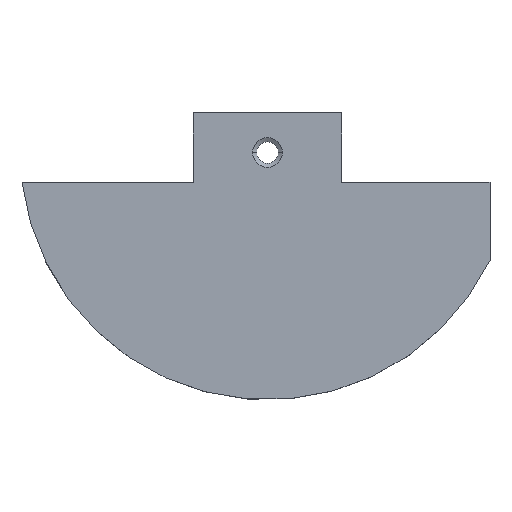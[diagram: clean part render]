
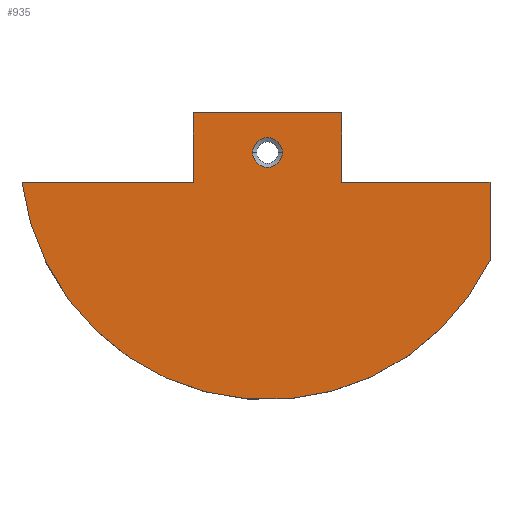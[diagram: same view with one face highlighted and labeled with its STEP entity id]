
A CAD part, top view. The second image highlights one B-rep face of the part: STEP entity #935.
In plain terms, the highlighted planar face has unit normal (0, 0, 1).
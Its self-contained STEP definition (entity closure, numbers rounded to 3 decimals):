
#9 = EDGE_CURVE ( 'NONE', #300, #151, #456, .T. ) ;
#34 = VECTOR ( 'NONE', #924, 1000. ) ;
#65 = LINE ( 'NONE', #564, #1029 ) ;
#82 = CARTESIAN_POINT ( 'NONE',  ( 0., 0., 6. ) ) ;
#98 = EDGE_CURVE ( 'NONE', #648, #157, #561, .T. ) ;
#131 = CARTESIAN_POINT ( 'NONE',  ( -15., -6., 6. ) ) ;
#143 = VERTEX_POINT ( 'NONE', #424 ) ;
#151 = VERTEX_POINT ( 'NONE', #887 ) ;
#157 = VERTEX_POINT ( 'NONE', #656 ) ;
#182 = VECTOR ( 'NONE', #673, 1000. ) ;
#194 = CARTESIAN_POINT ( 'NONE',  ( 0., 0., 6. ) ) ;
#202 = DIRECTION ( 'NONE',  ( 1., 0., 0. ) ) ;
#206 = DIRECTION ( 'NONE',  ( 1., 0., 0. ) ) ;
#211 = ORIENTED_EDGE ( 'NONE', *, *, #270, .T. ) ;
#222 = ORIENTED_EDGE ( 'NONE', *, *, #525, .T. ) ;
#224 = DIRECTION ( 'NONE',  ( -1., 0., 0. ) ) ;
#266 = CARTESIAN_POINT ( 'NONE',  ( 45., -6., 6. ) ) ;
#270 = EDGE_CURVE ( 'NONE', #151, #505, #432, .T. ) ;
#300 = VERTEX_POINT ( 'NONE', #131 ) ;
#314 = DIRECTION ( 'NONE',  ( -1., 0., 0. ) ) ;
#315 = EDGE_CURVE ( 'NONE', #505, #930, #471, .T. ) ;
#335 = CARTESIAN_POINT ( 'NONE',  ( 15., 8., 6. ) ) ;
#340 = AXIS2_PLACEMENT_3D ( 'NONE', #466, #616, #206 ) ;
#352 = CARTESIAN_POINT ( 'NONE',  ( 15., 0., 6. ) ) ;
#392 = DIRECTION ( 'NONE',  ( 0., 1., 0. ) ) ;
#393 = VERTEX_POINT ( 'NONE', #335 ) ;
#424 = CARTESIAN_POINT ( 'NONE',  ( -15., 8., 6. ) ) ;
#432 = CIRCLE ( 'NONE', #340, 50. ) ;
#438 = CARTESIAN_POINT ( 'NONE',  ( 0., -6., 6. ) ) ;
#456 = LINE ( 'NONE', #865, #1023 ) ;
#459 = EDGE_CURVE ( 'NONE', #157, #648, #869, .T. ) ;
#460 = FACE_OUTER_BOUND ( 'NONE', #916, .T. ) ;
#462 = CARTESIAN_POINT ( 'NONE',  ( 3., 0., 6. ) ) ;
#466 = CARTESIAN_POINT ( 'NONE',  ( 0., 0., 6. ) ) ;
#471 = LINE ( 'NONE', #782, #682 ) ;
#476 = ORIENTED_EDGE ( 'NONE', *, *, #9, .T. ) ;
#505 = VERTEX_POINT ( 'NONE', #550 ) ;
#519 = AXIS2_PLACEMENT_3D ( 'NONE', #1038, #770, #704 ) ;
#525 = EDGE_CURVE ( 'NONE', #143, #300, #556, .T. ) ;
#527 = EDGE_LOOP ( 'NONE', ( #729, #1022 ) ) ;
#528 = PLANE ( 'NONE',  #519 ) ;
#529 = DIRECTION ( 'NONE',  ( 0., 0., 1. ) ) ;
#550 = CARTESIAN_POINT ( 'NONE',  ( 45., -21.794, 6. ) ) ;
#552 = VERTEX_POINT ( 'NONE', #775 ) ;
#556 = LINE ( 'NONE', #626, #596 ) ;
#561 = CIRCLE ( 'NONE', #866, 3. ) ;
#564 = CARTESIAN_POINT ( 'NONE',  ( 0., 8., 6. ) ) ;
#570 = DIRECTION ( 'NONE',  ( 1., 0., 0. ) ) ;
#596 = VECTOR ( 'NONE', #1035, 1000. ) ;
#616 = DIRECTION ( 'NONE',  ( 0., 0., 1. ) ) ;
#624 = FACE_BOUND ( 'NONE', #527, .T. ) ;
#626 = CARTESIAN_POINT ( 'NONE',  ( -15., 0., 6. ) ) ;
#648 = VERTEX_POINT ( 'NONE', #462 ) ;
#656 = CARTESIAN_POINT ( 'NONE',  ( -3., 0., 6. ) ) ;
#665 = ORIENTED_EDGE ( 'NONE', *, *, #315, .T. ) ;
#673 = DIRECTION ( 'NONE',  ( 0., 1., 0. ) ) ;
#682 = VECTOR ( 'NONE', #392, 1000. ) ;
#691 = ORIENTED_EDGE ( 'NONE', *, *, #806, .T. ) ;
#704 = DIRECTION ( 'NONE',  ( 1., 0., 0. ) ) ;
#729 = ORIENTED_EDGE ( 'NONE', *, *, #98, .F. ) ;
#770 = DIRECTION ( 'NONE',  ( 0., 0., 1. ) ) ;
#775 = CARTESIAN_POINT ( 'NONE',  ( 15., -6., 6. ) ) ;
#782 = CARTESIAN_POINT ( 'NONE',  ( 45., 0., 6. ) ) ;
#806 = EDGE_CURVE ( 'NONE', #552, #393, #918, .T. ) ;
#865 = CARTESIAN_POINT ( 'NONE',  ( 0., -6., 6. ) ) ;
#866 = AXIS2_PLACEMENT_3D ( 'NONE', #82, #893, #570 ) ;
#869 = CIRCLE ( 'NONE', #1009, 3. ) ;
#885 = EDGE_CURVE ( 'NONE', #930, #552, #1011, .T. ) ;
#887 = CARTESIAN_POINT ( 'NONE',  ( -49.639, -6., 6. ) ) ;
#893 = DIRECTION ( 'NONE',  ( 0., 0., 1. ) ) ;
#898 = ORIENTED_EDGE ( 'NONE', *, *, #1026, .T. ) ;
#916 = EDGE_LOOP ( 'NONE', ( #222, #476, #211, #665, #939, #691, #898 ) ) ;
#918 = LINE ( 'NONE', #352, #182 ) ;
#924 = DIRECTION ( 'NONE',  ( -1., 0., 0. ) ) ;
#930 = VERTEX_POINT ( 'NONE', #266 ) ;
#935 = ADVANCED_FACE ( 'NONE', ( #624, #460 ), #528, .T. ) ;
#939 = ORIENTED_EDGE ( 'NONE', *, *, #885, .T. ) ;
#1009 = AXIS2_PLACEMENT_3D ( 'NONE', #194, #529, #202 ) ;
#1011 = LINE ( 'NONE', #438, #34 ) ;
#1022 = ORIENTED_EDGE ( 'NONE', *, *, #459, .F. ) ;
#1023 = VECTOR ( 'NONE', #224, 1000. ) ;
#1026 = EDGE_CURVE ( 'NONE', #393, #143, #65, .T. ) ;
#1029 = VECTOR ( 'NONE', #314, 1000. ) ;
#1035 = DIRECTION ( 'NONE',  ( 0., -1., 0. ) ) ;
#1038 = CARTESIAN_POINT ( 'NONE',  ( 0., 0., 6. ) ) ;
